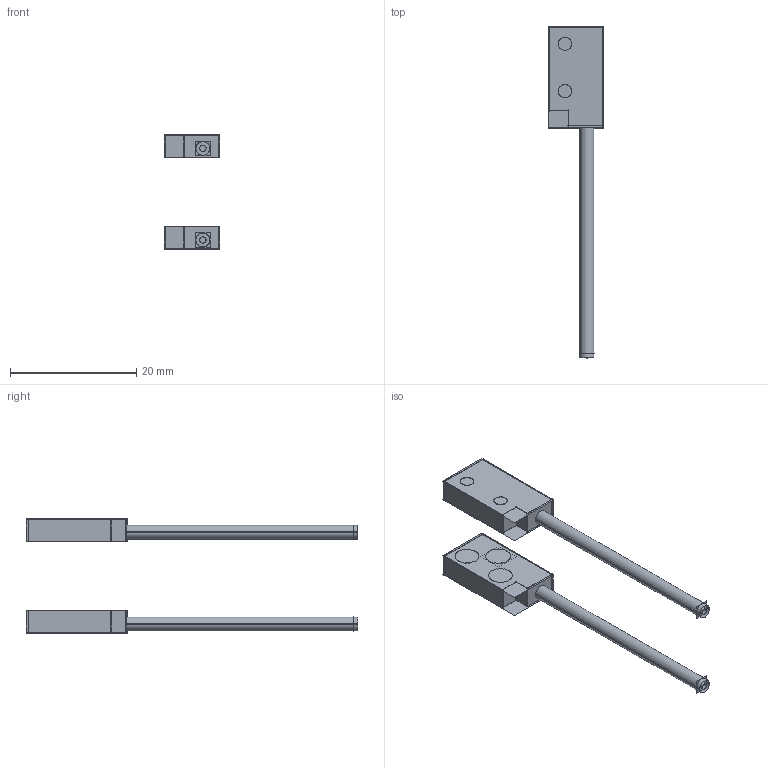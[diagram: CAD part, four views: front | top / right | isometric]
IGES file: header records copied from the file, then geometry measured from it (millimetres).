
Start section:  PTC IGES file: 194156.igs
Global section: file name: 194156.igs; native system: Creo Parametric by Parametric Technology Corporation; preprocessor: 2013230; author: pdmadmin; organization: Unknown; date: 20160311.140739; units: millimetre
Bounding box: 8.84 x 52.53 x 18.14 mm (x, y, z)
Volume: 970.8 mm3; surface area: 6996.5 mm2
Topology: 2 solids, 2 shells, 108 faces, 512 edges, 648 vertices
Faces by surface type: revolution 56, bspline 52
